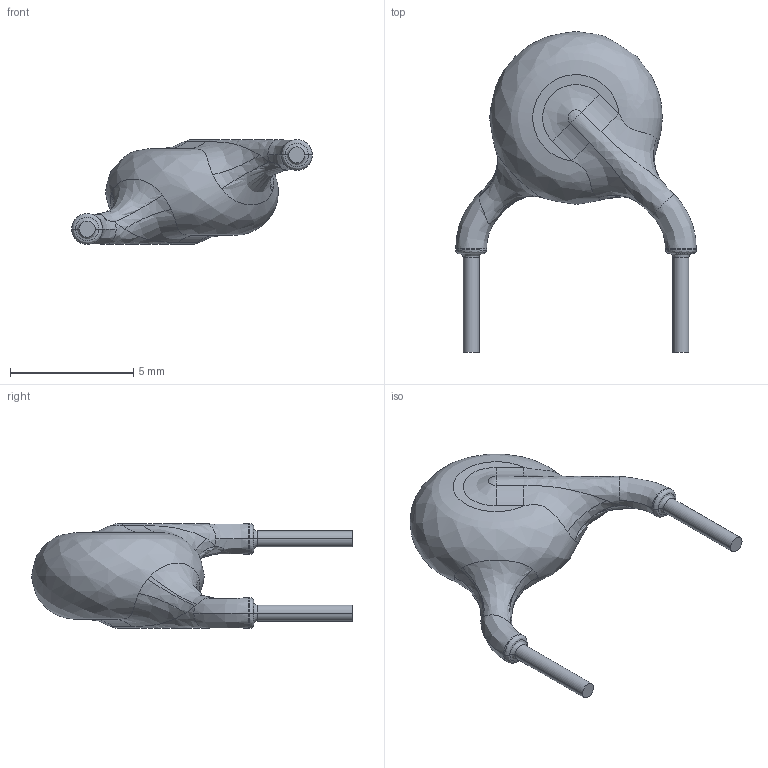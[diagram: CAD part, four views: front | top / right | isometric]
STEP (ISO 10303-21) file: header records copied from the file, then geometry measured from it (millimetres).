
FILE_DESCRIPTION(/* description */ (''),/* implementation_level */ '2;1');
FILE_NAME(/* name */ 'cdisk_p8-5x3_d7.step',/* time_stamp */ '2019-04-22T17:11:39+05:00',/* author */ (''),/* organization */ (''),/* preprocessor_version */ 'ST-DEVELOPER v18',/* originating_system */ 'Autodesk Translation Framework v8.2.0.1029',/* authorisation */ '');
FILE_SCHEMA (('AUTOMOTIVE_DESIGN { 1 0 10303 214 3 1 1 }'));
Length unit declared in the file: millimetre
Products named in the file (1): (Unsaved)
Bounding box: 9.75 x 13 x 4.25 mm (x, y, z)
Volume: 128.7 mm3; surface area: 168.7 mm2
Topology: 1 solids, 1 shells, 47 faces, 107 edges, 62 vertices
Faces by surface type: bspline 37, plane 4, cylinder 4, sphere 2
Entity records: 5232 total; most frequent: CARTESIAN_POINT 4330, ORIENTED_EDGE 214, DIRECTION 122, EDGE_CURVE 107, VERTEX_POINT 62, AXIS2_PLACEMENT_3D 53, B_SPLINE_CURVE_WITH_KNOTS 48, FACE_OUTER_BOUND 47
